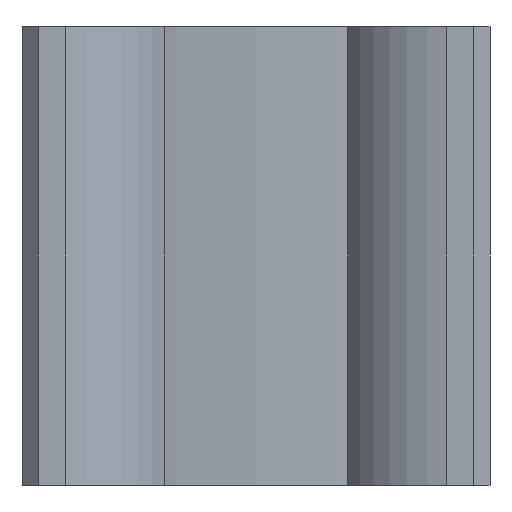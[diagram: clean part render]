
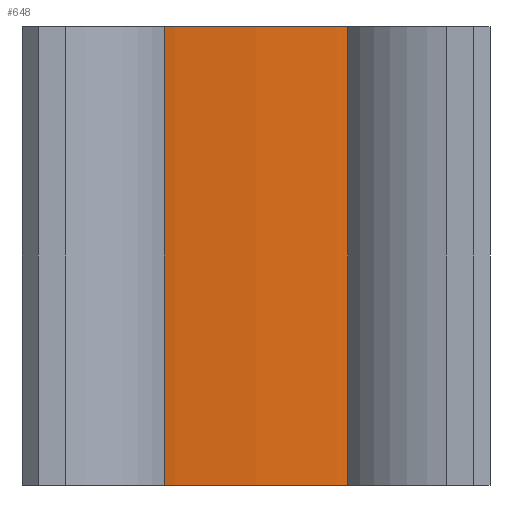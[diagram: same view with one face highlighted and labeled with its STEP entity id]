
A CAD part, front view. The second image highlights one B-rep face of the part: STEP entity #648.
In plain terms, the highlighted cylindrical face has radius 20.6 mm (diameter 41.2 mm), a partial arc.
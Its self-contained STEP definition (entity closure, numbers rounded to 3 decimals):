
#18=CIRCLE('',#705,20.6);
#19=CIRCLE('',#706,20.6);
#32=CYLINDRICAL_SURFACE('',#704,20.6);
#49=FACE_OUTER_BOUND('',#81,.T.);
#81=EDGE_LOOP('',(#444,#445,#446,#447));
#130=LINE('',#977,#204);
#132=LINE('',#983,#206);
#204=VECTOR('',#797,1000.);
#206=VECTOR('',#803,1000.);
#272=VERTEX_POINT('',#974);
#273=VERTEX_POINT('',#976);
#274=VERTEX_POINT('',#980);
#275=VERTEX_POINT('',#982);
#342=EDGE_CURVE('',#273,#272,#130,.T.);
#344=EDGE_CURVE('',#272,#274,#18,.T.);
#345=EDGE_CURVE('',#275,#274,#132,.T.);
#346=EDGE_CURVE('',#273,#275,#19,.T.);
#444=ORIENTED_EDGE('',*,*,#344,.T.);
#445=ORIENTED_EDGE('',*,*,#345,.F.);
#446=ORIENTED_EDGE('',*,*,#346,.F.);
#447=ORIENTED_EDGE('',*,*,#342,.T.);
#648=ADVANCED_FACE('',(#49),#32,.T.);
#704=AXIS2_PLACEMENT_3D('',#979,#799,#800);
#705=AXIS2_PLACEMENT_3D('',#981,#801,#802);
#706=AXIS2_PLACEMENT_3D('',#984,#804,#805);
#797=DIRECTION('',(0.,0.,-1.));
#799=DIRECTION('center_axis',(0.,0.,-1.));
#800=DIRECTION('ref_axis',(-1.,0.,0.));
#801=DIRECTION('center_axis',(0.,0.,1.));
#802=DIRECTION('ref_axis',(1.,0.,0.));
#803=DIRECTION('',(0.,0.,-1.));
#804=DIRECTION('center_axis',(0.,0.,1.));
#805=DIRECTION('ref_axis',(1.,0.,0.));
#974=CARTESIAN_POINT('',(-3.5,-20.3,0.));
#976=CARTESIAN_POINT('',(-3.5,-20.3,10.));
#977=CARTESIAN_POINT('',(-3.5,-20.3,10.));
#979=CARTESIAN_POINT('Origin',(0.,0.,10.));
#980=CARTESIAN_POINT('',(3.5,-20.3,0.));
#981=CARTESIAN_POINT('Origin',(0.,0.,0.));
#982=CARTESIAN_POINT('',(3.5,-20.3,10.));
#983=CARTESIAN_POINT('',(3.5,-20.3,10.));
#984=CARTESIAN_POINT('Origin',(0.,0.,10.));
